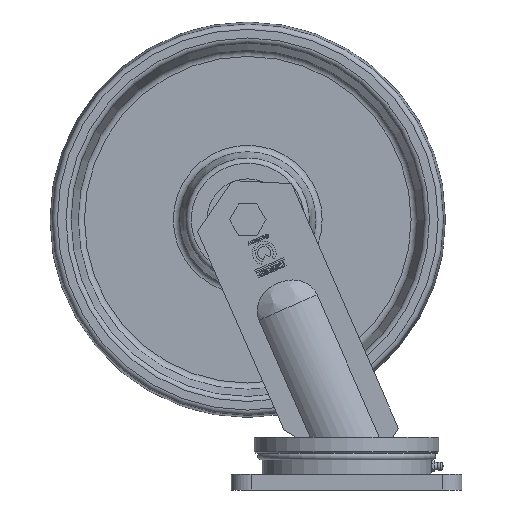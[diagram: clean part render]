
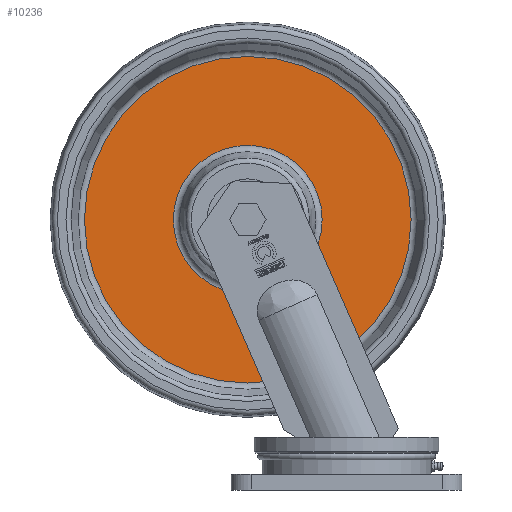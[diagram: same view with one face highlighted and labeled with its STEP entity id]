
A CAD part, left-side view. The second image highlights one B-rep face of the part: STEP entity #10236.
In plain terms, the highlighted planar face has unit normal (-1, 0, 0).
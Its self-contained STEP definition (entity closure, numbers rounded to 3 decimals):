
#3183=PLANE('',#12146);
#3773=FACE_OUTER_BOUND('',#4492,.T.);
#4491=EDGE_LOOP('',(#7613));
#4492=EDGE_LOOP('',(#7614));
#7613=ORIENTED_EDGE('',*,*,#9360,.F.);
#7614=ORIENTED_EDGE('',*,*,#9357,.F.);
#9357=EDGE_CURVE('',#11574,#11574,#9571,.T.);
#9360=EDGE_CURVE('',#11577,#11577,#9574,.T.);
#9571=CIRCLE('',#12132,123.896);
#9574=CIRCLE('',#12136,56.456);
#10236=ADVANCED_FACE('',(#10464,#3773),#3183,.T.);
#10464=FACE_BOUND('',#4491,.T.);
#11574=VERTEX_POINT('',#21838);
#11577=VERTEX_POINT('',#21845);
#12132=AXIS2_PLACEMENT_3D('',#21837,#13982,#13983);
#12136=AXIS2_PLACEMENT_3D('',#21844,#13990,#13991);
#12146=AXIS2_PLACEMENT_3D('',#21859,#14010,#14011);
#13982=DIRECTION('',(1.,0.,0.));
#13983=DIRECTION('',(0.,0.,-1.));
#13990=DIRECTION('',(-1.,0.,0.));
#13991=DIRECTION('',(0.,0.,-1.));
#14010=DIRECTION('',(-1.,0.,0.));
#14011=DIRECTION('',(0.,0.,-1.));
#21837=CARTESIAN_POINT('',(-7.5,0.,0.));
#21838=CARTESIAN_POINT('',(-7.5,0.,-123.896));
#21844=CARTESIAN_POINT('',(-7.5,0.,0.));
#21845=CARTESIAN_POINT('',(-7.5,0.,-56.456));
#21859=CARTESIAN_POINT('',(-7.5,127.5,0.));
